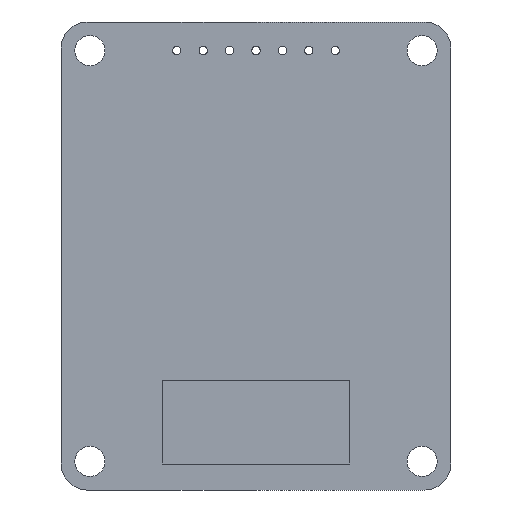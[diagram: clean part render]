
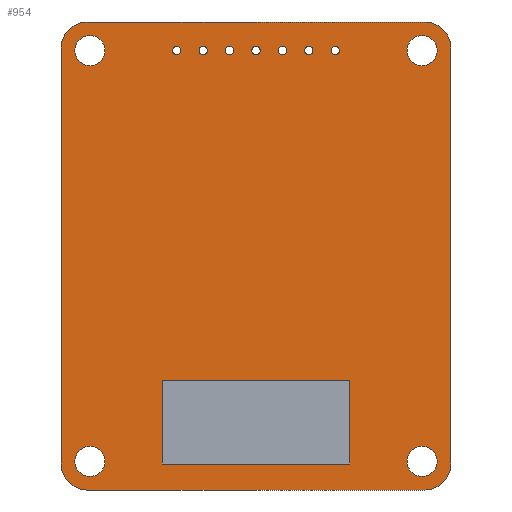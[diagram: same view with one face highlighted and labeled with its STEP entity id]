
A CAD part, left-side view. The second image highlights one B-rep face of the part: STEP entity #954.
In plain terms, the highlighted planar face has unit normal (-1, 0, 0).
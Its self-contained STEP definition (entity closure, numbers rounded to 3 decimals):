
#25=FACE_BOUND('',#193,.T.);
#26=FACE_BOUND('',#194,.T.);
#27=FACE_BOUND('',#195,.T.);
#28=FACE_BOUND('',#196,.T.);
#29=FACE_BOUND('',#197,.T.);
#30=FACE_BOUND('',#198,.T.);
#31=FACE_BOUND('',#199,.T.);
#32=FACE_BOUND('',#200,.T.);
#33=FACE_BOUND('',#201,.T.);
#34=FACE_BOUND('',#202,.T.);
#35=FACE_BOUND('',#203,.T.);
#36=FACE_BOUND('',#204,.T.);
#67=PLANE('',#1044);
#135=FACE_OUTER_BOUND('',#192,.T.);
#192=EDGE_LOOP('',(#869,#870,#871,#872,#873,#874,#875,#876));
#193=EDGE_LOOP('',(#877,#878,#879,#880,#881,#882));
#194=EDGE_LOOP('',(#883));
#195=EDGE_LOOP('',(#884));
#196=EDGE_LOOP('',(#885));
#197=EDGE_LOOP('',(#886));
#198=EDGE_LOOP('',(#887));
#199=EDGE_LOOP('',(#888));
#200=EDGE_LOOP('',(#889));
#201=EDGE_LOOP('',(#890));
#202=EDGE_LOOP('',(#891));
#203=EDGE_LOOP('',(#892));
#204=EDGE_LOOP('',(#893));
#211=LINE('',#1336,#308);
#223=LINE('',#1372,#320);
#229=LINE('',#1386,#326);
#268=LINE('',#1464,#365);
#272=LINE('',#1471,#369);
#273=LINE('',#1474,#370);
#276=LINE('',#1480,#373);
#279=LINE('',#1485,#376);
#300=LINE('',#1550,#397);
#301=LINE('',#1552,#398);
#308=VECTOR('',#1083,10.);
#320=VECTOR('',#1115,10.);
#326=VECTOR('',#1127,10.);
#365=VECTOR('',#1194,10.);
#369=VECTOR('',#1198,10.);
#370=VECTOR('',#1201,10.);
#373=VECTOR('',#1206,10.);
#376=VECTOR('',#1211,10.);
#397=VECTOR('',#1290,10.);
#398=VECTOR('',#1293,10.);
#400=CIRCLE('',#971,2.5);
#412=CIRCLE('',#986,2.5);
#416=CIRCLE('',#992,2.5);
#417=CIRCLE('',#995,2.5);
#418=CIRCLE('',#1016,0.4);
#419=CIRCLE('',#1018,0.4);
#420=CIRCLE('',#1020,1.45);
#421=CIRCLE('',#1022,1.45);
#422=CIRCLE('',#1024,0.4);
#423=CIRCLE('',#1026,0.4);
#424=CIRCLE('',#1028,0.4);
#425=CIRCLE('',#1030,1.45);
#426=CIRCLE('',#1032,1.45);
#427=CIRCLE('',#1034,0.4);
#428=CIRCLE('',#1036,0.4);
#431=VERTEX_POINT('',#1301);
#432=VERTEX_POINT('',#1303);
#446=VERTEX_POINT('',#1335);
#452=VERTEX_POINT('',#1349);
#458=VERTEX_POINT('',#1365);
#459=VERTEX_POINT('',#1367);
#460=VERTEX_POINT('',#1371);
#463=VERTEX_POINT('',#1380);
#464=VERTEX_POINT('',#1384);
#465=VERTEX_POINT('',#1385);
#490=VERTEX_POINT('',#1463);
#493=VERTEX_POINT('',#1469);
#494=VERTEX_POINT('',#1473);
#496=VERTEX_POINT('',#1479);
#498=VERTEX_POINT('',#1489);
#499=VERTEX_POINT('',#1493);
#500=VERTEX_POINT('',#1497);
#501=VERTEX_POINT('',#1501);
#502=VERTEX_POINT('',#1505);
#503=VERTEX_POINT('',#1509);
#504=VERTEX_POINT('',#1513);
#505=VERTEX_POINT('',#1517);
#506=VERTEX_POINT('',#1521);
#507=VERTEX_POINT('',#1525);
#508=VERTEX_POINT('',#1529);
#515=EDGE_CURVE('',#431,#432,#400,.T.);
#531=EDGE_CURVE('',#432,#446,#211,.T.);
#538=EDGE_CURVE('',#446,#452,#412,.T.);
#547=EDGE_CURVE('',#458,#459,#416,.T.);
#549=EDGE_CURVE('',#459,#460,#223,.T.);
#554=EDGE_CURVE('',#460,#463,#417,.T.);
#556=EDGE_CURVE('',#464,#465,#229,.T.);
#595=EDGE_CURVE('',#490,#464,#268,.T.);
#599=EDGE_CURVE('',#465,#493,#272,.T.);
#600=EDGE_CURVE('',#493,#494,#273,.T.);
#603=EDGE_CURVE('',#494,#496,#276,.T.);
#606=EDGE_CURVE('',#496,#490,#279,.T.);
#609=EDGE_CURVE('',#498,#498,#418,.T.);
#611=EDGE_CURVE('',#499,#499,#419,.T.);
#613=EDGE_CURVE('',#500,#500,#420,.T.);
#615=EDGE_CURVE('',#501,#501,#421,.T.);
#617=EDGE_CURVE('',#502,#502,#422,.T.);
#619=EDGE_CURVE('',#503,#503,#423,.T.);
#621=EDGE_CURVE('',#504,#504,#424,.T.);
#623=EDGE_CURVE('',#505,#505,#425,.T.);
#625=EDGE_CURVE('',#506,#506,#426,.T.);
#627=EDGE_CURVE('',#507,#507,#427,.T.);
#629=EDGE_CURVE('',#508,#508,#428,.T.);
#638=EDGE_CURVE('',#452,#458,#300,.T.);
#639=EDGE_CURVE('',#463,#431,#301,.T.);
#869=ORIENTED_EDGE('',*,*,#515,.F.);
#870=ORIENTED_EDGE('',*,*,#639,.F.);
#871=ORIENTED_EDGE('',*,*,#554,.F.);
#872=ORIENTED_EDGE('',*,*,#549,.F.);
#873=ORIENTED_EDGE('',*,*,#547,.F.);
#874=ORIENTED_EDGE('',*,*,#638,.F.);
#875=ORIENTED_EDGE('',*,*,#538,.F.);
#876=ORIENTED_EDGE('',*,*,#531,.F.);
#877=ORIENTED_EDGE('',*,*,#595,.T.);
#878=ORIENTED_EDGE('',*,*,#556,.T.);
#879=ORIENTED_EDGE('',*,*,#599,.T.);
#880=ORIENTED_EDGE('',*,*,#600,.T.);
#881=ORIENTED_EDGE('',*,*,#603,.T.);
#882=ORIENTED_EDGE('',*,*,#606,.T.);
#883=ORIENTED_EDGE('',*,*,#609,.T.);
#884=ORIENTED_EDGE('',*,*,#611,.T.);
#885=ORIENTED_EDGE('',*,*,#613,.T.);
#886=ORIENTED_EDGE('',*,*,#615,.T.);
#887=ORIENTED_EDGE('',*,*,#617,.T.);
#888=ORIENTED_EDGE('',*,*,#619,.T.);
#889=ORIENTED_EDGE('',*,*,#621,.T.);
#890=ORIENTED_EDGE('',*,*,#623,.T.);
#891=ORIENTED_EDGE('',*,*,#625,.T.);
#892=ORIENTED_EDGE('',*,*,#627,.T.);
#893=ORIENTED_EDGE('',*,*,#629,.T.);
#954=ADVANCED_FACE('',(#135,#25,#26,#27,#28,#29,#30,#31,#32,#33,#34,#35,
#36),#67,.F.);
#971=AXIS2_PLACEMENT_3D('',#1304,#1052,#1053);
#986=AXIS2_PLACEMENT_3D('',#1350,#1093,#1094);
#992=AXIS2_PLACEMENT_3D('',#1368,#1110,#1111);
#995=AXIS2_PLACEMENT_3D('',#1381,#1122,#1123);
#1016=AXIS2_PLACEMENT_3D('',#1491,#1218,#1219);
#1018=AXIS2_PLACEMENT_3D('',#1495,#1223,#1224);
#1020=AXIS2_PLACEMENT_3D('',#1499,#1228,#1229);
#1022=AXIS2_PLACEMENT_3D('',#1503,#1233,#1234);
#1024=AXIS2_PLACEMENT_3D('',#1507,#1238,#1239);
#1026=AXIS2_PLACEMENT_3D('',#1511,#1243,#1244);
#1028=AXIS2_PLACEMENT_3D('',#1515,#1248,#1249);
#1030=AXIS2_PLACEMENT_3D('',#1519,#1253,#1254);
#1032=AXIS2_PLACEMENT_3D('',#1523,#1258,#1259);
#1034=AXIS2_PLACEMENT_3D('',#1527,#1263,#1264);
#1036=AXIS2_PLACEMENT_3D('',#1531,#1268,#1269);
#1044=AXIS2_PLACEMENT_3D('',#1553,#1294,#1295);
#1052=DIRECTION('center_axis',(1.,0.,0.));
#1053=DIRECTION('ref_axis',(0.,-0.707,0.707));
#1083=DIRECTION('',(0.,0.,-1.));
#1093=DIRECTION('center_axis',(1.,0.,0.));
#1094=DIRECTION('ref_axis',(0.,-0.707,-0.707));
#1110=DIRECTION('center_axis',(1.,0.,0.));
#1111=DIRECTION('ref_axis',(0.,0.707,-0.707));
#1115=DIRECTION('',(0.,0.,1.));
#1122=DIRECTION('center_axis',(1.,0.,0.));
#1123=DIRECTION('ref_axis',(0.,0.707,0.707));
#1127=DIRECTION('',(0.,1.,0.));
#1194=DIRECTION('',(0.,1.,0.));
#1198=DIRECTION('',(0.,1.,0.));
#1201=DIRECTION('',(0.,0.,1.));
#1206=DIRECTION('',(0.,-1.,0.));
#1211=DIRECTION('',(0.,0.,-1.));
#1218=DIRECTION('center_axis',(1.,0.,0.));
#1219=DIRECTION('ref_axis',(0.,0.,-1.));
#1223=DIRECTION('center_axis',(1.,0.,0.));
#1224=DIRECTION('ref_axis',(0.,0.,-1.));
#1228=DIRECTION('center_axis',(1.,0.,0.));
#1229=DIRECTION('ref_axis',(0.,0.,-1.));
#1233=DIRECTION('center_axis',(1.,0.,0.));
#1234=DIRECTION('ref_axis',(0.,0.,-1.));
#1238=DIRECTION('center_axis',(1.,0.,0.));
#1239=DIRECTION('ref_axis',(0.,0.,-1.));
#1243=DIRECTION('center_axis',(1.,0.,0.));
#1244=DIRECTION('ref_axis',(0.,0.,-1.));
#1248=DIRECTION('center_axis',(1.,0.,0.));
#1249=DIRECTION('ref_axis',(0.,0.,-1.));
#1253=DIRECTION('center_axis',(1.,0.,0.));
#1254=DIRECTION('ref_axis',(0.,0.,-1.));
#1258=DIRECTION('center_axis',(1.,0.,0.));
#1259=DIRECTION('ref_axis',(0.,0.,-1.));
#1263=DIRECTION('center_axis',(1.,0.,0.));
#1264=DIRECTION('ref_axis',(0.,0.,-1.));
#1268=DIRECTION('center_axis',(1.,0.,0.));
#1269=DIRECTION('ref_axis',(0.,0.,-1.));
#1290=DIRECTION('',(0.,1.,0.));
#1293=DIRECTION('',(0.,-1.,0.));
#1294=DIRECTION('center_axis',(1.,0.,0.));
#1295=DIRECTION('ref_axis',(0.,0.,-1.));
#1301=CARTESIAN_POINT('',(0.,2.5,0.));
#1303=CARTESIAN_POINT('',(0.,0.,-2.5));
#1304=CARTESIAN_POINT('Origin',(0.,2.5,-2.5));
#1335=CARTESIAN_POINT('',(0.,0.,-42.5));
#1336=CARTESIAN_POINT('',(0.,0.,0.));
#1349=CARTESIAN_POINT('',(0.,2.5,-45.));
#1350=CARTESIAN_POINT('Origin',(0.,2.5,-42.5));
#1365=CARTESIAN_POINT('',(0.,35.,-45.));
#1367=CARTESIAN_POINT('',(0.,37.5,-42.5));
#1368=CARTESIAN_POINT('Origin',(0.,35.,-42.5));
#1371=CARTESIAN_POINT('',(0.,37.5,-2.5));
#1372=CARTESIAN_POINT('',(0.,37.5,-45.));
#1380=CARTESIAN_POINT('',(0.,35.,0.));
#1381=CARTESIAN_POINT('Origin',(0.,35.,-2.5));
#1384=CARTESIAN_POINT('',(0.,10.75,-42.5));
#1385=CARTESIAN_POINT('',(0.,26.75,-42.5));
#1386=CARTESIAN_POINT('',(0.,23.25,-42.5));
#1463=CARTESIAN_POINT('',(0.,9.75,-42.5));
#1464=CARTESIAN_POINT('',(0.,23.25,-42.5));
#1469=CARTESIAN_POINT('',(0.,27.75,-42.5));
#1471=CARTESIAN_POINT('',(0.,23.25,-42.5));
#1473=CARTESIAN_POINT('',(0.,27.75,-34.5));
#1474=CARTESIAN_POINT('',(0.,27.75,-28.5));
#1479=CARTESIAN_POINT('',(0.,9.75,-34.5));
#1480=CARTESIAN_POINT('',(0.,14.25,-34.5));
#1485=CARTESIAN_POINT('',(0.,9.75,-32.5));
#1489=CARTESIAN_POINT('',(0.,16.21,-2.35));
#1491=CARTESIAN_POINT('Origin',(0.,16.21,-2.75));
#1493=CARTESIAN_POINT('',(0.,26.37,-2.35));
#1495=CARTESIAN_POINT('Origin',(0.,26.37,-2.75));
#1497=CARTESIAN_POINT('',(0.,34.725,-40.8));
#1499=CARTESIAN_POINT('Origin',(0.,34.725,-42.25));
#1501=CARTESIAN_POINT('',(0.,34.725,-1.3));
#1503=CARTESIAN_POINT('Origin',(0.,34.725,-2.75));
#1505=CARTESIAN_POINT('',(0.,18.75,-2.35));
#1507=CARTESIAN_POINT('Origin',(0.,18.75,-2.75));
#1509=CARTESIAN_POINT('',(0.,13.67,-2.35));
#1511=CARTESIAN_POINT('Origin',(0.,13.67,-2.75));
#1513=CARTESIAN_POINT('',(0.,23.83,-2.35));
#1515=CARTESIAN_POINT('Origin',(0.,23.83,-2.75));
#1517=CARTESIAN_POINT('',(0.,2.775,-40.8));
#1519=CARTESIAN_POINT('Origin',(0.,2.775,-42.25));
#1521=CARTESIAN_POINT('',(0.,2.775,-1.3));
#1523=CARTESIAN_POINT('Origin',(0.,2.775,-2.75));
#1525=CARTESIAN_POINT('',(0.,21.29,-2.35));
#1527=CARTESIAN_POINT('Origin',(0.,21.29,-2.75));
#1529=CARTESIAN_POINT('',(0.,11.13,-2.35));
#1531=CARTESIAN_POINT('Origin',(0.,11.13,-2.75));
#1550=CARTESIAN_POINT('',(0.,0.,-45.));
#1552=CARTESIAN_POINT('',(0.,37.5,0.));
#1553=CARTESIAN_POINT('Origin',(0.,18.75,-22.5));
